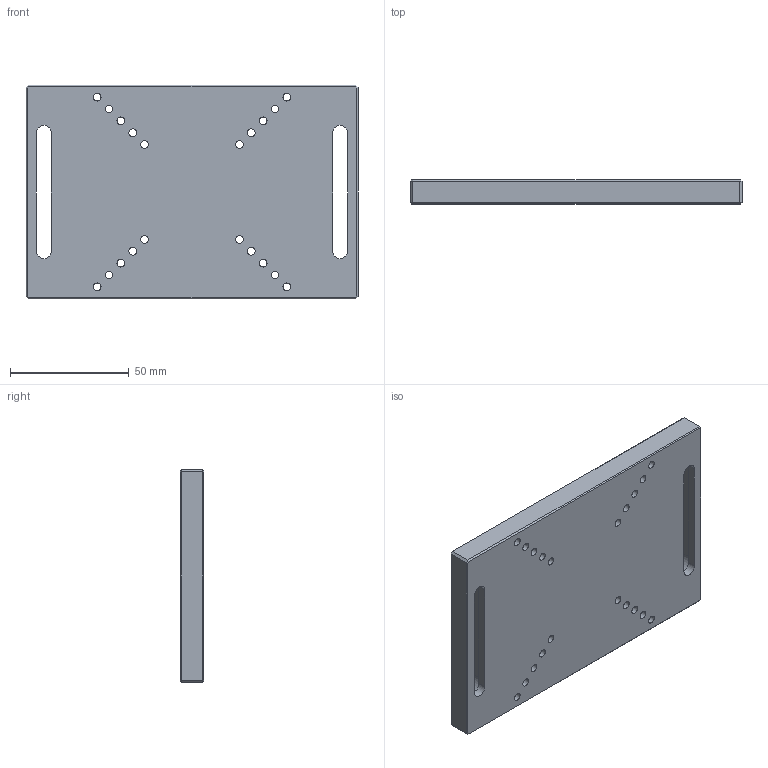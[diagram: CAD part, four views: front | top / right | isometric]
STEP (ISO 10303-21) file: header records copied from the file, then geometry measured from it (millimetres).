
FILE_DESCRIPTION (( 'STEP AP203' ), '1' );
FILE_NAME ('140-90-10-蛌諉啣.STEP', '2025-05-19T03:38:12', ( 'Windows User' ), ( 'P R C' ), 'SwSTEP 2.0', 'SolidWorks 2020', '' );
FILE_SCHEMA (( 'CONFIG_CONTROL_DESIGN' ));
Length unit declared in the file: millimetre
Products named in the file (1): 140-90-10-蛌諉啣
Bounding box: 140 x 10 x 90 mm (x, y, z)
Volume: 112479.3 mm3; surface area: 32418.7 mm2
Topology: 1 solids, 1 shells, 92 faces, 220 edges, 132 vertices
Faces by surface type: plane 40, cylinder 28, cone 24
Full cylindrical faces by diameter (mm): 3.3 x20
Entity records: 2597 total; most frequent: DIRECTION 446, CARTESIAN_POINT 405, ORIENTED_EDGE 360, EDGE_CURVE 180, EDGE_LOOP 178, AXIS2_PLACEMENT_3D 173, VERTEX_POINT 132, FACE_OUTER_BOUND 112
